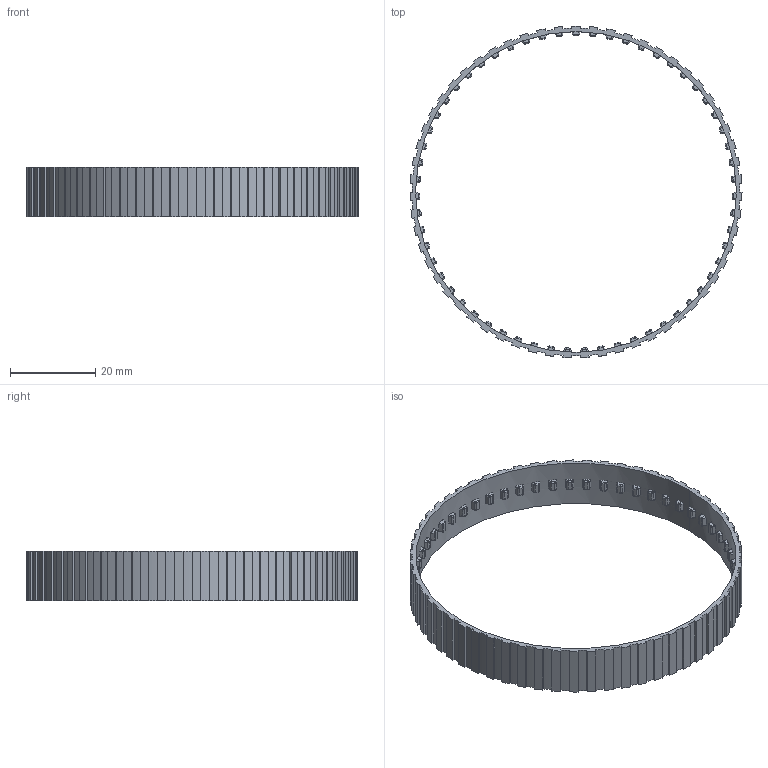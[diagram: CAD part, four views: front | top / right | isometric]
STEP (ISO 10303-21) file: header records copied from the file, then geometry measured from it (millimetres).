
FILE_DESCRIPTION (( 'STEP AP203' ), '1' );
FILE_NAME ('track_tpu.STEP', '2025-10-21T21:38:03', ( '' ), ( '' ), 'SwSTEP 2.0', 'SolidWorks 2014', '' );
FILE_SCHEMA (( 'CONFIG_CONTROL_DESIGN' ));
Length unit declared in the file: millimetre
Products named in the file (1): track_tpu
Bounding box: 77.8 x 77.77 x 11.6 mm (x, y, z)
Volume: 3117 mm3; surface area: 7046.2 mm2
Topology: 1 solids, 1 shells, 1244 faces, 3077 edges, 1894 vertices
Faces by surface type: cylinder 534, plane 474, torus 236
Entity records: 37380 total; most frequent: CARTESIAN_POINT 7396, DIRECTION 6517, ORIENTED_EDGE 6154, EDGE_CURVE 3077, AXIS2_PLACEMENT_3D 2431, VERTEX_POINT 1894, LINE 1655, VECTOR 1655
